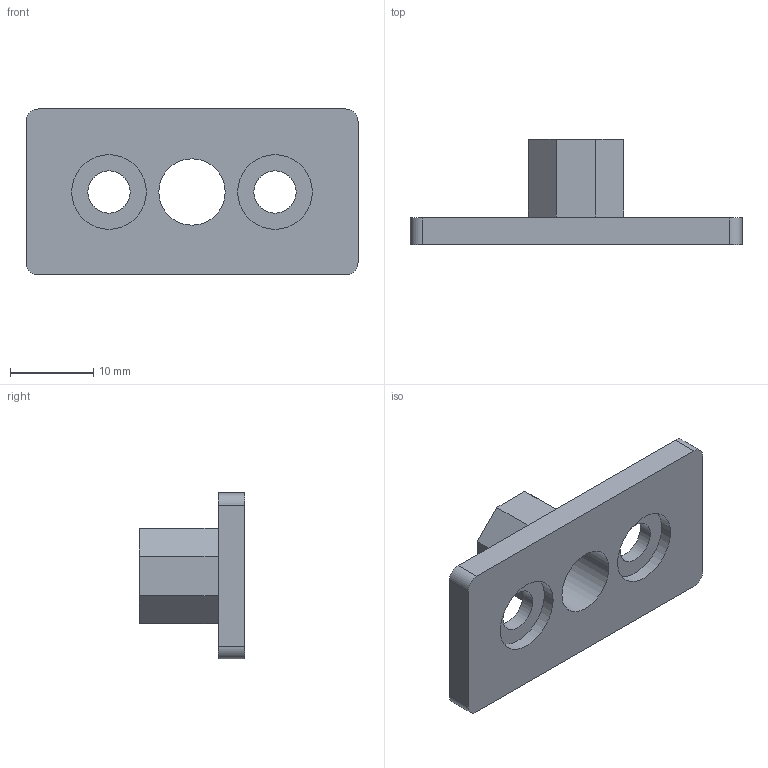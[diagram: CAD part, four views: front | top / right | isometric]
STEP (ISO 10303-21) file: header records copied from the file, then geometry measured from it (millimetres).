
FILE_DESCRIPTION (( 'STEP AP203' ), '1' );
FILE_NAME ('8mm Acme Nut Plate.step', '2015-07-29T19:36:37', ( '' ), ( '' ), 'SwSTEP 2.0', 'SolidWorks 2014', '' );
FILE_SCHEMA (( 'CONFIG_CONTROL_DESIGN' ));
Length unit declared in the file: millimetre
Products named in the file (1): 8mm Acme Nut Plate
Bounding box: 40 x 12.7 x 20 mm (x, y, z)
Volume: 2696 mm3; surface area: 2610.2 mm2
Topology: 1 solids, 1 shells, 31 faces, 78 edges, 52 vertices
Faces by surface type: plane 17, cylinder 14
Entity records: 1029 total; most frequent: DIRECTION 170, CARTESIAN_POINT 162, ORIENTED_EDGE 156, EDGE_CURVE 78, AXIS2_PLACEMENT_3D 60, VERTEX_POINT 52, VECTOR 50, LINE 50
